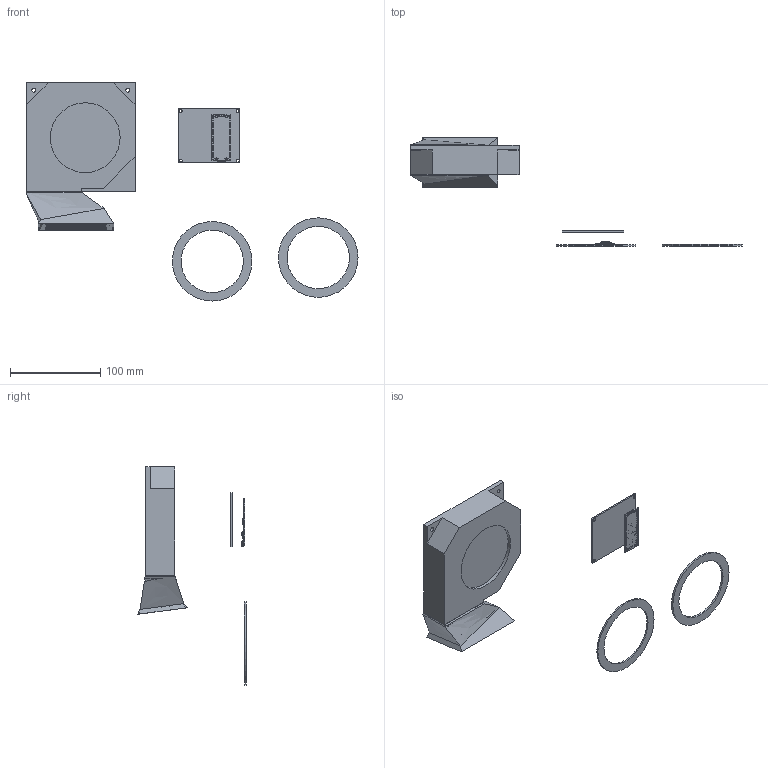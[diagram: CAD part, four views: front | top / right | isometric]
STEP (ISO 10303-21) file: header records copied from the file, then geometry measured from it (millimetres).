
FILE_DESCRIPTION(/* description */ (''),/* implementation_level */ '2;1');
FILE_NAME(/* name */ 'SMALLET NECKFILTER no mesh v20.step',/* time_stamp */ '2023-12-28T11:28:55-05:00',/* author */ (''),/* organization */ (''),/* preprocessor_version */ 'ST-DEVELOPER v20',/* originating_system */ 'Autodesk Translation Framework v12.14.0.127',/* authorisation */ '');
FILE_SCHEMA (('AUTOMOTIVE_DESIGN { 1 0 10303 214 3 1 1 }'));
Products named in the file (46): SMALLET NECKFILTER no mesh; Raspberry Pi Pico-R3.f3d ; PCB, Raspberry Pi Pico-R3; MicroUSB Port, Raspberry Pi Pico-R3; RP2040 Microcontroller, Raspberry Pi Pico-R3; SW1, Tact Switch, Raspberry Pi Pico-R3; D1, Diode, Schottky, Raspberry Pi Pico-R3; D2, QSME-C194, LED, Raspberry Pi Pico-R3; L1, Inductor, Raspberry Pi Pico-R3; U2, RT6150B-33GQW, Buck Boost Converter, Raspberry Pi Pico-R3; U3, W25Q16JVUXIQ, Serial NOR Flash 16 Mbit, Raspberry Pi Pico-R3; Q1, MOSFET, DMG1012T, Raspberry Pi Pico-R3; X1, X12M000000S096, 12 Mhz Crystal Resonator, Raspberry Pi Pico-R3; SMD Resistor, Configurable, Raspberry Pi Pico-R3_R1; SMD Resistor, Configurable, Raspberry Pi Pico-R3_R2; SMD Resistor, Configurable, Raspberry Pi Pico-R3_R3; SMD Resistor, Configurable, Raspberry Pi Pico-R3_R4; SMD Resistor, Configurable, Raspberry Pi Pico-R3_R5; SMD Resistor, Configurable, Raspberry Pi Pico-R3_R6; SMD Resistor, Configurable, Raspberry Pi Pico-R3_R7; SMD Resistor, Configurable, Raspberry Pi Pico-R3_R8; SMD Resistor, Configurable, Raspberry Pi Pico-R3_R9; SMD Resistor, Configurable, Raspberry Pi Pico-R3_R10; SMD Resistor, Configurable, Raspberry Pi Pico-R3_R11; SMD Resistor, Configurable, Raspberry Pi Pico-R3_R12; SMD Resistor, Configurable, Raspberry Pi Pico-R3_R13; SMD Resistor, Configurable, Raspberry Pi Pico-R3_R14; SMD Resistor, Configurable, Raspberry Pi Pico-R3_R15; SMD Capacitor, Configurable, Raspberry Pi Pico-R3_C1; SMD Capacitor, Configurable, Raspberry Pi Pico-R3_C2; SMD Capacitor, Configurable, Raspberry Pi Pico-R3_C3; SMD Capacitor, Configurable, Raspberry Pi Pico-R3_C4; SMD Capacitor, Configurable, Raspberry Pi Pico-R3_C5; SMD Capacitor, Configurable, Raspberry Pi Pico-R3_C6; SMD Capacitor, Configurable, Raspberry Pi Pico-R3_C7; SMD Capacitor, Configurable, Raspberry Pi Pico-R3_C8; SMD Capacitor, Configurable, Raspberry Pi Pico-R3_C9; SMD Capacitor, Configurable, Raspberry Pi Pico-R3_C10; SMD Capacitor, Configurable, Raspberry Pi Pico-R3_C11; SMD Capacitor, Configurable, Raspberry Pi Pico-R3_C12 ...
Assembly tree (45 placements, depth 3):
  SMALLET NECKFILTER no mesh
    Raspberry Pi Pico-R3.f3d 
      PCB, Raspberry Pi Pico-R3
      MicroUSB Port, Raspberry Pi Pico-R3
      RP2040 Microcontroller, Raspberry Pi Pico-R3
      SW1, Tact Switch, Raspberry Pi Pico-R3
      D1, Diode, Schottky, Raspberry Pi Pico-R3
      D2, QSME-C194, LED, Raspberry Pi Pico-R3
      L1, Inductor, Raspberry Pi Pico-R3
      U2, RT6150B-33GQW, Buck Boost Converter, Raspberry Pi Pico-R3
      U3, W25Q16JVUXIQ, Serial NOR Flash 16 Mbit, Raspberry Pi Pico-R3
      Q1, MOSFET, DMG1012T, Raspberry Pi Pico-R3
      X1, X12M000000S096, 12 Mhz Crystal Resonator, Raspberry Pi Pico-R3
      SMD Resistor, Configurable, Raspberry Pi Pico-R3_R1
      SMD Resistor, Configurable, Raspberry Pi Pico-R3_R2
      SMD Resistor, Configurable, Raspberry Pi Pico-R3_R3
      SMD Resistor, Configurable, Raspberry Pi Pico-R3_R4
      SMD Resistor, Configurable, Raspberry Pi Pico-R3_R5
      SMD Resistor, Configurable, Raspberry Pi Pico-R3_R6
      SMD Resistor, Configurable, Raspberry Pi Pico-R3_R7
      SMD Resistor, Configurable, Raspberry Pi Pico-R3_R8
      SMD Resistor, Configurable, Raspberry Pi Pico-R3_R9
      SMD Resistor, Configurable, Raspberry Pi Pico-R3_R10
      SMD Resistor, Configurable, Raspberry Pi Pico-R3_R11
      SMD Resistor, Configurable, Raspberry Pi Pico-R3_R12
      SMD Resistor, Configurable, Raspberry Pi Pico-R3_R13
      SMD Resistor, Configurable, Raspberry Pi Pico-R3_R14
      SMD Resistor, Configurable, Raspberry Pi Pico-R3_R15
      SMD Capacitor, Configurable, Raspberry Pi Pico-R3_C1
      SMD Capacitor, Configurable, Raspberry Pi Pico-R3_C2
      SMD Capacitor, Configurable, Raspberry Pi Pico-R3_C3
      SMD Capacitor, Configurable, Raspberry Pi Pico-R3_C4
      SMD Capacitor, Configurable, Raspberry Pi Pico-R3_C5
      SMD Capacitor, Configurable, Raspberry Pi Pico-R3_C6
      SMD Capacitor, Configurable, Raspberry Pi Pico-R3_C7
      SMD Capacitor, Configurable, Raspberry Pi Pico-R3_C8
      SMD Capacitor, Configurable, Raspberry Pi Pico-R3_C9
      SMD Capacitor, Configurable, Raspberry Pi Pico-R3_C10
      SMD Capacitor, Configurable, Raspberry Pi Pico-R3_C11
      SMD Capacitor, Configurable, Raspberry Pi Pico-R3_C12
      SMD Capacitor, Configurable, Raspberry Pi Pico-R3_C13
      SMD Capacitor, Configurable, Raspberry Pi Pico-R3_C14
      SMD Capacitor, Configurable, Raspberry Pi Pico-R3_C15
      SMD Capacitor, Configurable, Raspberry Pi Pico-R3_C16
      SMD Capacitor, Configurable, Raspberry Pi Pico-R3_C17
      SMD Capacitor, Configurable, Raspberry Pi Pico-R3_C18
Bounding box: 367.4 x 119.64 x 241.4 mm (x, y, z)
Volume: 438559 mm3; surface area: 113864.2 mm2
Topology: 121 solids, 123 shells, 3246 faces, 8126 edges, 5065 vertices
Faces by surface type: plane 2197, cylinder 688, torus 242, bspline 95, sphere 24
Full cylindrical faces by diameter (mm): 1 x43, 2.1 x4, 3.2 x4, 3.8 x8, 4.44 x2, 69 x2, 77.22 x1, 88 x2
Entity records: 100164 total; most frequent: CARTESIAN_POINT 19820, ORIENTED_EDGE 16266, DIRECTION 16019, EDGE_CURVE 8133, LINE 6263, VECTOR 6263, VERTEX_POINT 5065, AXIS2_PLACEMENT_3D 4878
